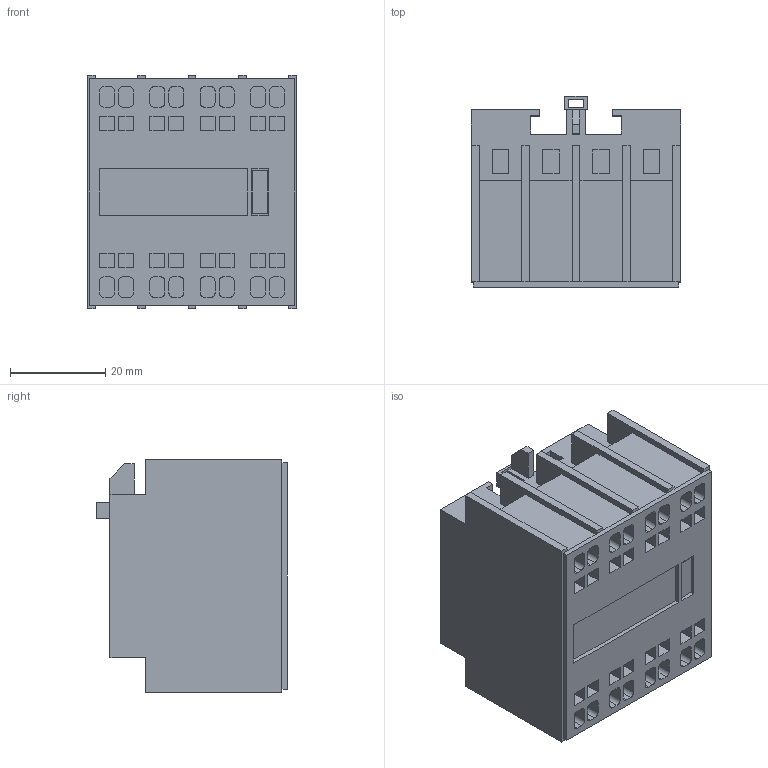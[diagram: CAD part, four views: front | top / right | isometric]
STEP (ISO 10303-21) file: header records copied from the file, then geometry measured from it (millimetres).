
FILE_DESCRIPTION(('starvars output'),'2;1');
FILE_NAME('LADN223_3D.stp','10:26:10 2020/03/31',( 'Thomas Industrial Network Germany GmbH'),( 'Thomas Industrial Network Germany GmbH'),'unknown preprocess','ACIS' ,'unknown authorization');
FILE_SCHEMA(('AUTOMOTIVE_DESIGN_CC2 {UNKNOWN IMPLEMENTATION LEVEL}'));
Length unit declared in the file: millimetre
Products named in the file (1): PRODUCT_ID_3
Bounding box: 43.9 x 40 x 49.02 mm (x, y, z)
Volume: 62658 mm3; surface area: 17718.9 mm2
Topology: 1 solids, 1 shells, 386 faces, 1003 edges, 662 vertices
Faces by surface type: plane 322, cylinder 64
Entity records: 14460 total; most frequent: ORIENTED_EDGE 2006, CARTESIAN_POINT 1966, DIRECTION 1788, EDGE_CURVE 1003, VECTOR 820, LINE 820, VERTEX_POINT 662, AXIS2_PLACEMENT_3D 484
